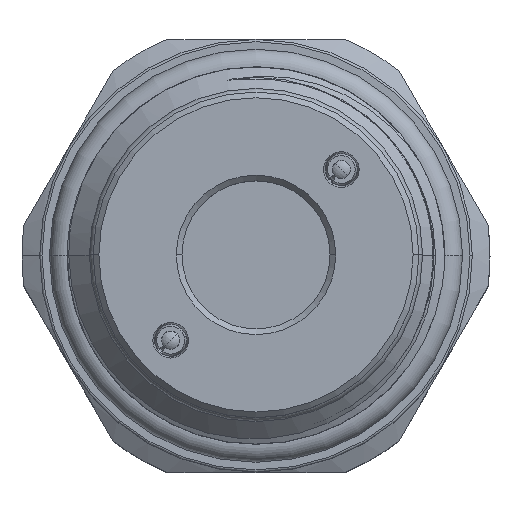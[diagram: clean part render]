
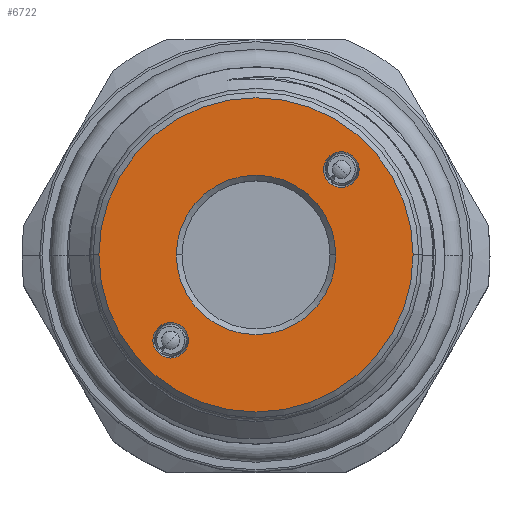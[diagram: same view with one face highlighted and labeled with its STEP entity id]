
A CAD part, top view. The second image highlights one B-rep face of the part: STEP entity #6722.
In plain terms, the highlighted planar face has unit normal (0, 0, 1).
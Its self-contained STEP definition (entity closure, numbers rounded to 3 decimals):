
#135 = VERTEX_POINT ( 'NONE', #16437 ) ;
#634 = AXIS2_PLACEMENT_3D ( 'NONE', #4480, #4226, #13044 ) ;
#994 = AXIS2_PLACEMENT_3D ( 'NONE', #2742, #17078, #3929 ) ;
#1143 = ORIENTED_EDGE ( 'NONE', *, *, #9995, .T. ) ;
#1222 = CARTESIAN_POINT ( 'NONE',  ( 7.495, 7.495, 0. ) ) ;
#1370 = EDGE_LOOP ( 'NONE', ( #9158, #15333 ) ) ;
#1402 = DIRECTION ( 'NONE',  ( 0., 0., 1. ) ) ;
#1539 = CIRCLE ( 'NONE', #634, 7. ) ;
#1604 = CIRCLE ( 'NONE', #7067, 7. ) ;
#1831 = EDGE_CURVE ( 'NONE', #12088, #2694, #2321, .T. ) ;
#2045 = AXIS2_PLACEMENT_3D ( 'NONE', #16764, #12409, #15365 ) ;
#2055 = ORIENTED_EDGE ( 'NONE', *, *, #5120, .T. ) ;
#2280 = DIRECTION ( 'NONE',  ( 1., 0., 0. ) ) ;
#2321 = CIRCLE ( 'NONE', #4034, 1.561 ) ;
#2694 = VERTEX_POINT ( 'NONE', #3278 ) ;
#2705 = AXIS2_PLACEMENT_3D ( 'NONE', #10078, #1402, #11525 ) ;
#2742 = CARTESIAN_POINT ( 'NONE',  ( -7.495, -7.495, 0. ) ) ;
#2966 = CARTESIAN_POINT ( 'NONE',  ( -7.495, -5.935, 0. ) ) ;
#3271 = ORIENTED_EDGE ( 'NONE', *, *, #4701, .T. ) ;
#3278 = CARTESIAN_POINT ( 'NONE',  ( -7.495, -9.056, 0. ) ) ;
#3385 = EDGE_LOOP ( 'NONE', ( #5998, #1143 ) ) ;
#3658 = DIRECTION ( 'NONE',  ( 0., 0., -1. ) ) ;
#3737 = VERTEX_POINT ( 'NONE', #6117 ) ;
#3929 = DIRECTION ( 'NONE',  ( 0., -1., 0. ) ) ;
#4007 = FACE_BOUND ( 'NONE', #1370, .T. ) ;
#4034 = AXIS2_PLACEMENT_3D ( 'NONE', #5003, #13768, #12309 ) ;
#4226 = DIRECTION ( 'NONE',  ( 0., 0., -1. ) ) ;
#4450 = FACE_BOUND ( 'NONE', #8726, .T. ) ;
#4480 = CARTESIAN_POINT ( 'NONE',  ( 0., 0., 0. ) ) ;
#4701 = EDGE_CURVE ( 'NONE', #3737, #5213, #16067, .T. ) ;
#4929 = FACE_BOUND ( 'NONE', #3385, .T. ) ;
#5001 = DIRECTION ( 'NONE',  ( 1., 0., 0. ) ) ;
#5003 = CARTESIAN_POINT ( 'NONE',  ( -7.495, -7.495, 0. ) ) ;
#5120 = EDGE_CURVE ( 'NONE', #135, #13977, #16050, .T. ) ;
#5213 = VERTEX_POINT ( 'NONE', #16790 ) ;
#5998 = ORIENTED_EDGE ( 'NONE', *, *, #1831, .T. ) ;
#6117 = CARTESIAN_POINT ( 'NONE',  ( 7.495, 5.935, 0. ) ) ;
#6722 = ADVANCED_FACE ( 'NONE', ( #4450, #4007, #10380, #4929 ), #12593, .T. ) ;
#6958 = VERTEX_POINT ( 'NONE', #14147 ) ;
#7067 = AXIS2_PLACEMENT_3D ( 'NONE', #10515, #3658, #2280 ) ;
#7090 = AXIS2_PLACEMENT_3D ( 'NONE', #1222, #18629, #11347 ) ;
#7235 = ORIENTED_EDGE ( 'NONE', *, *, #11389, .T. ) ;
#8021 = EDGE_CURVE ( 'NONE', #6958, #13824, #1539, .T. ) ;
#8282 = CIRCLE ( 'NONE', #17204, 1.561 ) ;
#8361 = DIRECTION ( 'NONE',  ( 0., 0., -1. ) ) ;
#8726 = EDGE_LOOP ( 'NONE', ( #3271, #15776 ) ) ;
#9158 = ORIENTED_EDGE ( 'NONE', *, *, #8021, .T. ) ;
#9200 = CIRCLE ( 'NONE', #994, 1.561 ) ;
#9995 = EDGE_CURVE ( 'NONE', #2694, #12088, #9200, .T. ) ;
#10025 = EDGE_CURVE ( 'NONE', #5213, #3737, #8282, .T. ) ;
#10078 = CARTESIAN_POINT ( 'NONE',  ( 0., 0., 0. ) ) ;
#10322 = CARTESIAN_POINT ( 'NONE',  ( -13.8, 0., 0. ) ) ;
#10380 = FACE_OUTER_BOUND ( 'NONE', #11650, .T. ) ;
#10515 = CARTESIAN_POINT ( 'NONE',  ( 0., 0., 0. ) ) ;
#10881 = AXIS2_PLACEMENT_3D ( 'NONE', #12255, #10920, #5001 ) ;
#10920 = DIRECTION ( 'NONE',  ( 0., 0., 1. ) ) ;
#11347 = DIRECTION ( 'NONE',  ( 0., 1., 0. ) ) ;
#11389 = EDGE_CURVE ( 'NONE', #13977, #135, #16640, .T. ) ;
#11525 = DIRECTION ( 'NONE',  ( 1., 0., 0. ) ) ;
#11650 = EDGE_LOOP ( 'NONE', ( #7235, #2055 ) ) ;
#12088 = VERTEX_POINT ( 'NONE', #2966 ) ;
#12255 = CARTESIAN_POINT ( 'NONE',  ( 0., 0., 0. ) ) ;
#12309 = DIRECTION ( 'NONE',  ( 0., -1., 0. ) ) ;
#12409 = DIRECTION ( 'NONE',  ( 0., 0., 1. ) ) ;
#12593 = PLANE ( 'NONE',  #2045 ) ;
#13044 = DIRECTION ( 'NONE',  ( 1., 0., 0. ) ) ;
#13768 = DIRECTION ( 'NONE',  ( 0., 0., -1. ) ) ;
#13824 = VERTEX_POINT ( 'NONE', #15663 ) ;
#13977 = VERTEX_POINT ( 'NONE', #10322 ) ;
#14066 = DIRECTION ( 'NONE',  ( 0., 1., 0. ) ) ;
#14147 = CARTESIAN_POINT ( 'NONE',  ( 7., 0., 0. ) ) ;
#15333 = ORIENTED_EDGE ( 'NONE', *, *, #15716, .T. ) ;
#15365 = DIRECTION ( 'NONE',  ( 1., 0., 0. ) ) ;
#15564 = CARTESIAN_POINT ( 'NONE',  ( 7.495, 7.495, 0. ) ) ;
#15663 = CARTESIAN_POINT ( 'NONE',  ( -7., 0., 0. ) ) ;
#15716 = EDGE_CURVE ( 'NONE', #13824, #6958, #1604, .T. ) ;
#15776 = ORIENTED_EDGE ( 'NONE', *, *, #10025, .T. ) ;
#16050 = CIRCLE ( 'NONE', #10881, 13.8 ) ;
#16067 = CIRCLE ( 'NONE', #7090, 1.561 ) ;
#16437 = CARTESIAN_POINT ( 'NONE',  ( 13.8, 0., 0. ) ) ;
#16640 = CIRCLE ( 'NONE', #2705, 13.8 ) ;
#16764 = CARTESIAN_POINT ( 'NONE',  ( 0., 0., 0. ) ) ;
#16790 = CARTESIAN_POINT ( 'NONE',  ( 7.495, 9.056, 0. ) ) ;
#17078 = DIRECTION ( 'NONE',  ( 0., 0., -1. ) ) ;
#17204 = AXIS2_PLACEMENT_3D ( 'NONE', #15564, #8361, #14066 ) ;
#18629 = DIRECTION ( 'NONE',  ( 0., 0., -1. ) ) ;
